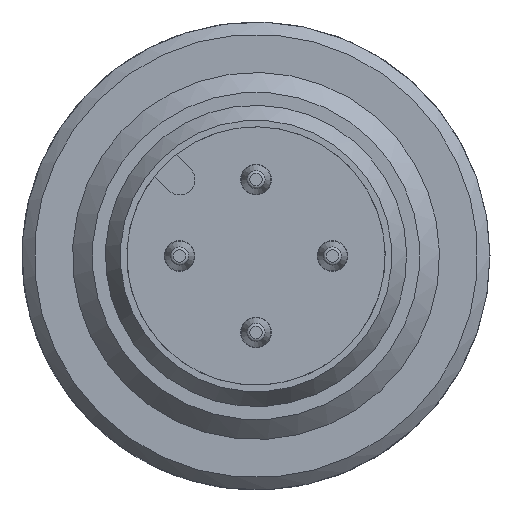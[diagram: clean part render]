
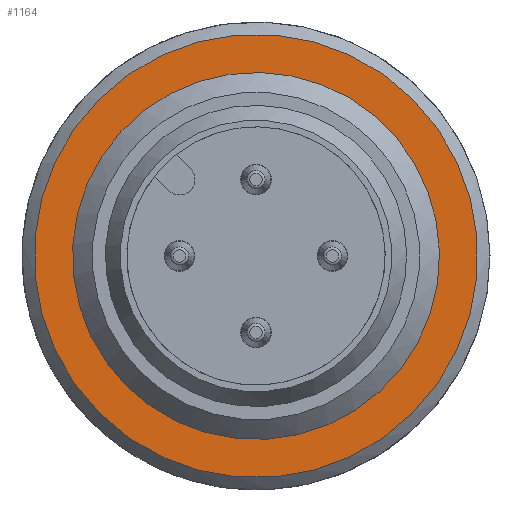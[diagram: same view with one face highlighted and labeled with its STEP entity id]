
A CAD part, front view. The second image highlights one B-rep face of the part: STEP entity #1164.
In plain terms, the highlighted planar face has unit normal (0, -1, 0).
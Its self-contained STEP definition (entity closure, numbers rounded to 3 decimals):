
#331=CARTESIAN_POINT('',(-4.243,-36.15,-4.243));
#332=VERTEX_POINT('',#331);
#333=CARTESIAN_POINT('',(0.,-36.15,0.));
#334=DIRECTION('',(0.,-1.,0.));
#335=DIRECTION('',(-0.982,0.,-0.191));
#336=AXIS2_PLACEMENT_3D('',#333,#334,#335);
#337=CIRCLE('',#336,6.);
#338=EDGE_CURVE('',#332,#332,#337,.T.);
#989=CARTESIAN_POINT('',(5.127,-36.15,5.127));
#990=VERTEX_POINT('',#989);
#991=CARTESIAN_POINT('',(0.,-36.15,0.));
#992=DIRECTION('',(0.,1.,0.));
#993=DIRECTION('',(-0.707,0.,-0.707));
#994=AXIS2_PLACEMENT_3D('',#991,#992,#993);
#995=CIRCLE('',#994,7.25);
#996=EDGE_CURVE('',#990,#990,#995,.T.);
#1153=CARTESIAN_POINT('',(-7.975,-36.15,0.));
#1154=DIRECTION('',(0.,-1.,0.));
#1155=DIRECTION('',(0.,0.,-1.));
#1156=AXIS2_PLACEMENT_3D('',#1153,#1154,#1155);
#1157=PLANE('',#1156);
#1158=ORIENTED_EDGE('',*,*,#996,.F.);
#1159=EDGE_LOOP('',(#1158));
#1160=FACE_OUTER_BOUND('',#1159,.T.);
#1161=ORIENTED_EDGE('',*,*,#338,.F.);
#1162=EDGE_LOOP('',(#1161));
#1163=FACE_BOUND('',#1162,.T.);
#1164=ADVANCED_FACE('',(#1160,#1163),#1157,.T.);
